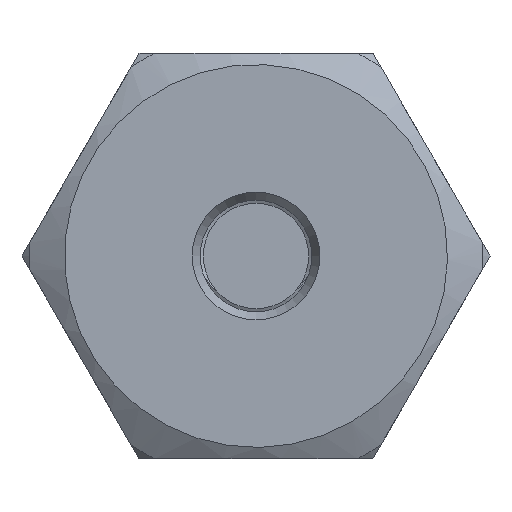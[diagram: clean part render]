
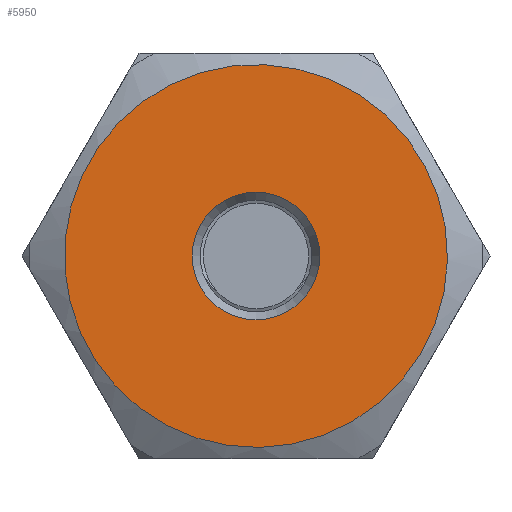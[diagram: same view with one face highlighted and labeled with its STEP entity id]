
A CAD part, left-side view. The second image highlights one B-rep face of the part: STEP entity #5950.
In plain terms, the highlighted planar face has unit normal (-1, 0, 0).
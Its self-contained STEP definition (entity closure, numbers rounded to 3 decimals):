
#5923=CARTESIAN_POINT('',(-7.969,-0.888,-1.537));
#5924=DIRECTION('',(-1.0,0.0,0.0));
#5925=DIRECTION('',(0.0,0.866,-0.5));
#5926=AXIS2_PLACEMENT_3D('',#5923,#5924,#5925);
#5927=PLANE('',#5926);
#5928=CARTESIAN_POINT('',(-7.969,-1.5,-2.598));
#5929=VERTEX_POINT('',#5928);
#5930=CARTESIAN_POINT('',(-7.969,0.,0.));
#5931=DIRECTION('',(1.0,0.,0.));
#5932=DIRECTION('',(0.,0.5,0.866));
#5933=AXIS2_PLACEMENT_3D('',#5930,#5931,#5932);
#5934=CIRCLE('',#5933,3.0);
#5935=EDGE_CURVE('',#5929,#5929,#5934,.T.);
#5936=ORIENTED_EDGE('',*,*,#5935,.F.);
#5937=EDGE_LOOP('',(#5936));
#5938=FACE_OUTER_BOUND('',#5937,.T.);
#5939=CARTESIAN_POINT('',(-7.969,0.5,0.866));
#5940=VERTEX_POINT('',#5939);
#5941=CARTESIAN_POINT('',(-7.969,0.,0.));
#5942=DIRECTION('',(1.0,0.,0.));
#5943=DIRECTION('',(0.,0.5,0.866));
#5944=AXIS2_PLACEMENT_3D('',#5941,#5942,#5943);
#5945=CIRCLE('',#5944,1.0);
#5946=EDGE_CURVE('',#5940,#5940,#5945,.T.);
#5947=ORIENTED_EDGE('',*,*,#5946,.T.);
#5948=EDGE_LOOP('',(#5947));
#5949=FACE_BOUND('',#5948,.T.);
#5950=ADVANCED_FACE('',(#5938,#5949),#5927,.T.);
